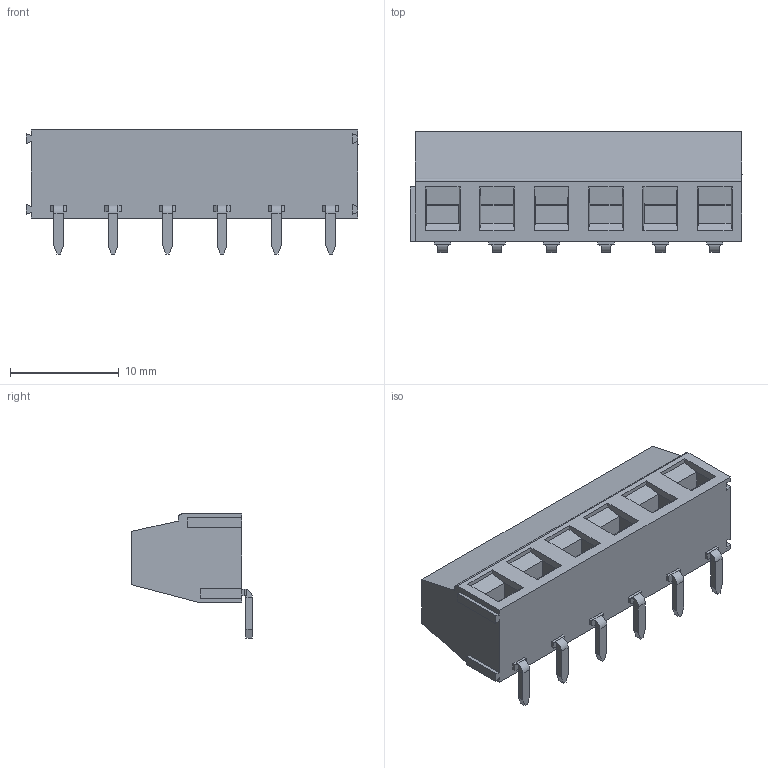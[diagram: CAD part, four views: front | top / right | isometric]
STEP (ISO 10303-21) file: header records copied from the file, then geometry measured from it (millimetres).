
FILE_DESCRIPTION (( 'STEP AP214' ), '1' );
FILE_NAME ('DG127R-5.0-06P-4Y-00AH.STEP', '2021-01-02T23:39:14', ( '' ), ( '' ), 'SwSTEP 2.0', 'SolidWorks 2020', '' );
FILE_SCHEMA (( 'AUTOMOTIVE_DESIGN' ));
Length unit declared in the file: millimetre
Products named in the file (1): DG127R-5.0-06P-4Y-00AH
Bounding box: 30.5 x 11.1 x 11.4 mm (x, y, z)
Volume: 1892.9 mm3; surface area: 1843.8 mm2
Topology: 1 solids, 1 shells, 606 faces, 1590 edges, 1038 vertices
Faces by surface type: plane 406, bspline 145, cylinder 37, torus 18
Entity records: 30643 total; most frequent: CARTESIAN_POINT 11788, ORIENTED_EDGE 3180, DIRECTION 2274, EDGE_CURVE 1590, VECTOR 1106, LINE 1106, VERTEX_POINT 1038, EDGE_LOOP 658
